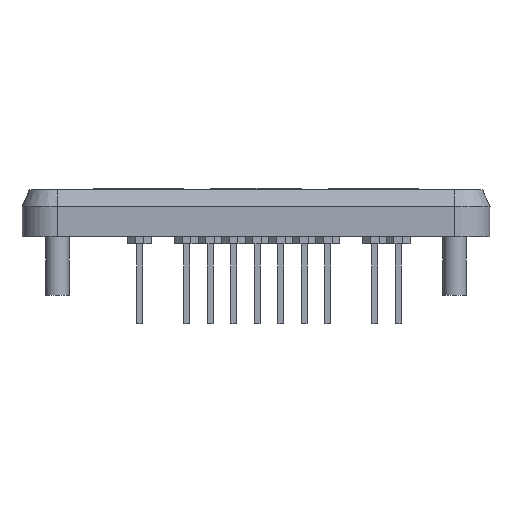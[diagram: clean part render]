
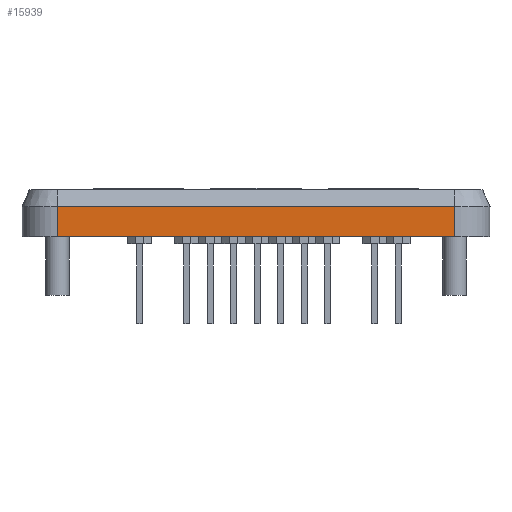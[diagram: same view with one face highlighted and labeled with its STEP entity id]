
A CAD part, front view. The second image highlights one B-rep face of the part: STEP entity #15939.
In plain terms, the highlighted planar face has unit normal (0, -1, 0).
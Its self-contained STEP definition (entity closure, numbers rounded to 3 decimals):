
#9011 = VERTEX_POINT ( 'NONE', #26961 ) ;
#9076 = EDGE_CURVE ( 'NONE', #9077, #9011, #27221, .T. ) ;
#9077 = VERTEX_POINT ( 'NONE', #27229 ) ;
#15866 = EDGE_CURVE ( 'NONE', #9011, #15982, #24403, .T. ) ;
#15936 = EDGE_LOOP ( 'NONE', ( #15942, #15949, #15940, #15981 ) ) ;
#15939 = ADVANCED_FACE ( 'NONE', ( #24595 ), #24623, .T. ) ;
#15940 = ORIENTED_EDGE ( 'NONE', *, *, #15945, .T. ) ;
#15942 = ORIENTED_EDGE ( 'NONE', *, *, #9076, .T. ) ;
#15945 = EDGE_CURVE ( 'NONE', #15982, #15965, #24651, .T. ) ;
#15949 = ORIENTED_EDGE ( 'NONE', *, *, #15866, .T. ) ;
#15952 = EDGE_CURVE ( 'NONE', #9077, #15965, #24647, .T. ) ;
#15965 = VERTEX_POINT ( 'NONE', #24639 ) ;
#15981 = ORIENTED_EDGE ( 'NONE', *, *, #15952, .F. ) ;
#15982 = VERTEX_POINT ( 'NONE', #24662 ) ;
#24401 = VECTOR ( 'NONE', #24461, 1000. ) ;
#24402 = CARTESIAN_POINT ( 'NONE',  ( 6.475, 3.935, 3.25 ) ) ;
#24403 = LINE ( 'NONE', #24402, #24401 ) ;
#24461 = DIRECTION ( 'NONE',  ( 0., 0., -1. ) ) ;
#24590 = CARTESIAN_POINT ( 'NONE',  ( 2.215, 3.935, 4.06 ) ) ;
#24593 = AXIS2_PLACEMENT_3D ( 'NONE', #24650, #24649, #24648 ) ;
#24595 = FACE_OUTER_BOUND ( 'NONE', #15936, .T. ) ;
#24623 = PLANE ( 'NONE',  #24593 ) ;
#24637 = DIRECTION ( 'NONE',  ( 0., 0., -1. ) ) ;
#24638 = VECTOR ( 'NONE', #24637, 1000. ) ;
#24639 = CARTESIAN_POINT ( 'NONE',  ( 49.405, 3.935, 4.06 ) ) ;
#24642 = DIRECTION ( 'NONE',  ( 1., 0., 0. ) ) ;
#24643 = VECTOR ( 'NONE', #24642, 1000. ) ;
#24646 = CARTESIAN_POINT ( 'NONE',  ( 49.405, 3.935, 3.25 ) ) ;
#24647 = LINE ( 'NONE', #24646, #24638 ) ;
#24648 = DIRECTION ( 'NONE',  ( 0., 0., -1. ) ) ;
#24649 = DIRECTION ( 'NONE',  ( 0., -1., 0. ) ) ;
#24650 = CARTESIAN_POINT ( 'NONE',  ( 53.215, 3.935, 3.25 ) ) ;
#24651 = LINE ( 'NONE', #24590, #24643 ) ;
#24662 = CARTESIAN_POINT ( 'NONE',  ( 6.475, 3.935, 4.06 ) ) ;
#26961 = CARTESIAN_POINT ( 'NONE',  ( 6.475, 3.935, 7.31 ) ) ;
#27218 = DIRECTION ( 'NONE',  ( -1., 0., 0. ) ) ;
#27219 = VECTOR ( 'NONE', #27218, 1000. ) ;
#27220 = CARTESIAN_POINT ( 'NONE',  ( 53.215, 3.935, 7.31 ) ) ;
#27221 = LINE ( 'NONE', #27220, #27219 ) ;
#27229 = CARTESIAN_POINT ( 'NONE',  ( 49.405, 3.935, 7.31 ) ) ;
